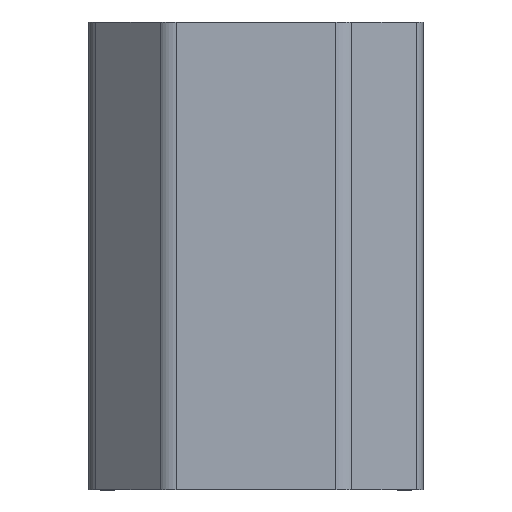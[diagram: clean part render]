
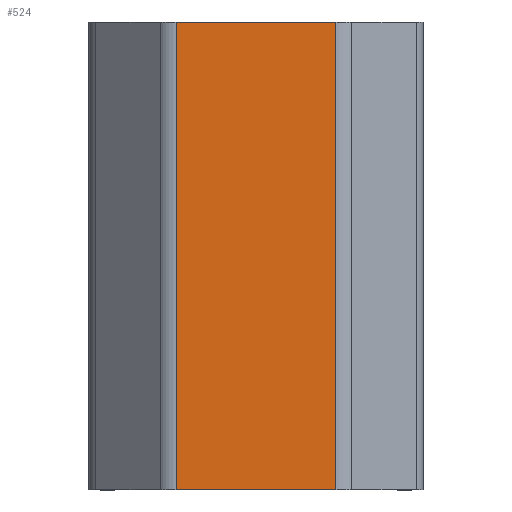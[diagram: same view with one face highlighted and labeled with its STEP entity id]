
A CAD part, top view. The second image highlights one B-rep face of the part: STEP entity #524.
In plain terms, the highlighted planar face has unit normal (0, 0, 1).
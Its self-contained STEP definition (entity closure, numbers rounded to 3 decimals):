
#19=PLANE('',#584);
#38=FACE_OUTER_BOUND('',#66,.T.);
#66=EDGE_LOOP('',(#407,#408,#409,#410));
#93=LINE('',#793,#147);
#111=LINE('',#856,#165);
#114=LINE('',#862,#168);
#115=LINE('',#864,#169);
#147=VECTOR('',#631,10.);
#165=VECTOR('',#683,10.);
#168=VECTOR('',#690,10.);
#169=VECTOR('',#693,10.);
#226=VERTEX_POINT('',#790);
#227=VERTEX_POINT('',#792);
#254=VERTEX_POINT('',#853);
#255=VERTEX_POINT('',#855);
#280=EDGE_CURVE('',#226,#227,#93,.T.);
#312=EDGE_CURVE('',#254,#255,#111,.T.);
#316=EDGE_CURVE('',#227,#254,#114,.T.);
#317=EDGE_CURVE('',#255,#226,#115,.T.);
#407=ORIENTED_EDGE('',*,*,#316,.F.);
#408=ORIENTED_EDGE('',*,*,#280,.F.);
#409=ORIENTED_EDGE('',*,*,#317,.F.);
#410=ORIENTED_EDGE('',*,*,#312,.F.);
#524=ADVANCED_FACE('',(#38),#19,.T.);
#584=AXIS2_PLACEMENT_3D('',#863,#691,#692);
#631=DIRECTION('',(1.,0.,0.));
#683=DIRECTION('',(-1.,0.,0.));
#690=DIRECTION('',(0.,-1.,0.));
#691=DIRECTION('center_axis',(0.,0.,1.));
#692=DIRECTION('ref_axis',(1.,0.,0.));
#693=DIRECTION('',(0.,1.,0.));
#790=CARTESIAN_POINT('',(180.128,462.2,37.062));
#792=CARTESIAN_POINT('',(194.472,462.2,37.062));
#793=CARTESIAN_POINT('',(172.3,462.2,37.062));
#853=CARTESIAN_POINT('',(194.472,420.2,37.062));
#855=CARTESIAN_POINT('',(180.128,420.2,37.062));
#856=CARTESIAN_POINT('',(172.3,420.2,37.062));
#862=CARTESIAN_POINT('',(194.472,457.2,37.062));
#863=CARTESIAN_POINT('Origin',(172.3,457.2,37.062));
#864=CARTESIAN_POINT('',(180.128,457.2,37.062));
